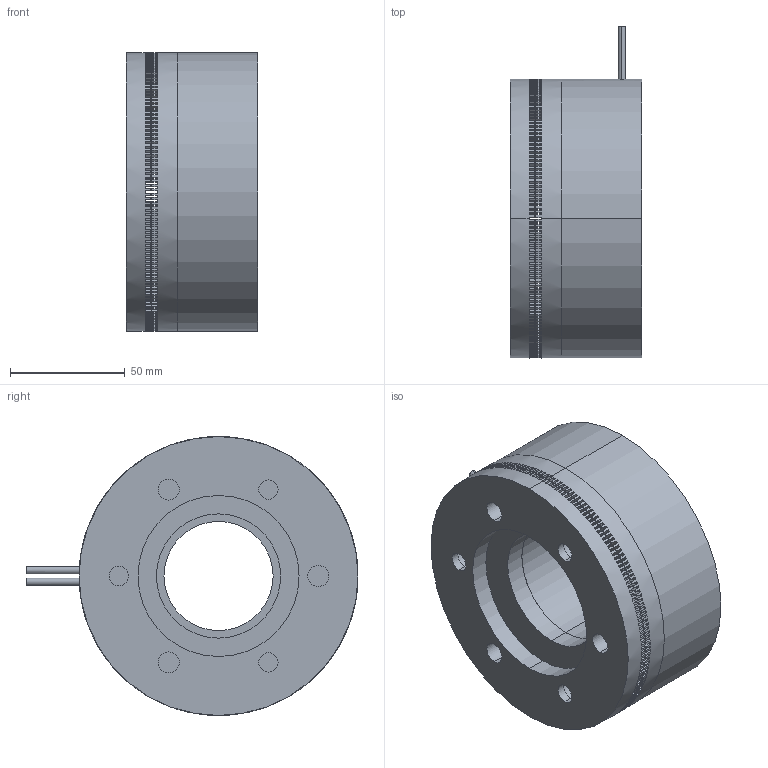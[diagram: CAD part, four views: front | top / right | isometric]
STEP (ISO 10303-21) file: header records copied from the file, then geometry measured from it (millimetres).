
FILE_DESCRIPTION (( 'STEP AP203' ), '1' );
FILE_NAME ('525_SETB_WebAssy.STEP', '2017-02-21T19:08:44', ( 'Delete' ), ( 'Hewlett-Packard Company' ), 'SwSTEP 2.0', 'SolidWorks 2017', '' );
FILE_SCHEMA (( 'CONFIG_CONTROL_DESIGN' ));
Length unit declared in the file: inch
Products named in the file (1): 525_SETB_WebAssy
Bounding box: 57.1 x 144.53 x 121.41 mm (x, y, z)
Volume: 466812.2 mm3; surface area: 99855.5 mm2
Topology: 7 solids, 7 shells, 1698 faces, 4968 edges, 3294 vertices
Faces by surface type: plane 1210, cylinder 458, cone 16, bspline 8, torus 6
Entity records: 70051 total; most frequent: CARTESIAN_POINT 23309, DIRECTION 10046, ORIENTED_EDGE 9904, EDGE_CURVE 4952, AXIS2_PLACEMENT_3D 3423, VERTEX_POINT 3294, VECTOR 3200, LINE 3200
